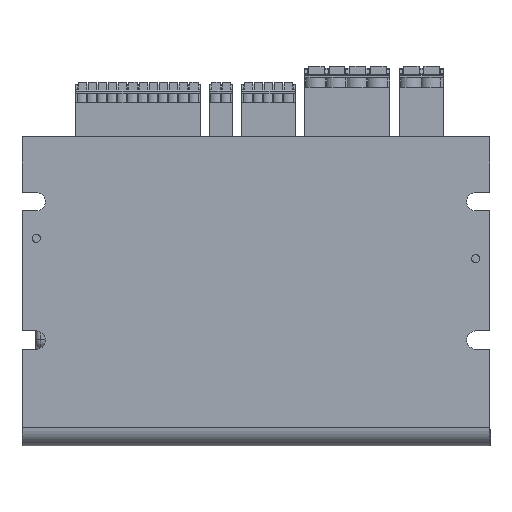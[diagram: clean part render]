
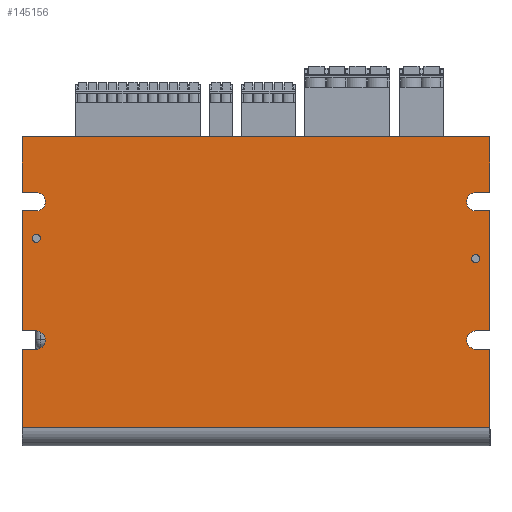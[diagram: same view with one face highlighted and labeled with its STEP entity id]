
A CAD part, front view. The second image highlights one B-rep face of the part: STEP entity #145156.
In plain terms, the highlighted face is planar.
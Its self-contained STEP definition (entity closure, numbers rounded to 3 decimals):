
#142910=CARTESIAN_POINT('',(0.0,-28.25,0.0));
#142911=VERTEX_POINT('',#142910);
#142918=CARTESIAN_POINT('',(0.0,-57.75,0.0));
#142919=VERTEX_POINT('',#142918);
#142920=CARTESIAN_POINT('',(0.0,-57.75,0.0));
#142921=DIRECTION('',(0.0,1.0,0.0));
#142922=VECTOR('',#142921,29.5);
#142923=LINE('',#142920,#142922);
#142924=EDGE_CURVE('',#142919,#142911,#142923,.T.);
#142949=CARTESIAN_POINT('',(3.5,-28.25,0.0));
#142950=VERTEX_POINT('',#142949);
#142957=CARTESIAN_POINT('',(0.0,-28.25,0.0));
#142958=DIRECTION('',(1.0,0.0,0.0));
#142959=VECTOR('',#142958,3.5);
#142960=LINE('',#142957,#142959);
#142961=EDGE_CURVE('',#142911,#142950,#142960,.T.);
#142973=CARTESIAN_POINT('',(3.5,-23.75,0.0));
#142974=VERTEX_POINT('',#142973);
#142981=CARTESIAN_POINT('',(3.5,-26.0,0.0));
#142982=DIRECTION('',(0.0,0.0,1.0));
#142983=DIRECTION('',(0.0,-1.0,0.0));
#142984=AXIS2_PLACEMENT_3D('',#142981,#142982,#142983);
#142985=CIRCLE('',#142984,2.25);
#142986=EDGE_CURVE('',#142950,#142974,#142985,.T.);
#142998=CARTESIAN_POINT('',(0.0,-23.75,0.0));
#142999=VERTEX_POINT('',#142998);
#143006=CARTESIAN_POINT('',(3.5,-23.75,0.0));
#143007=DIRECTION('',(-1.0,0.0,0.0));
#143008=VECTOR('',#143007,3.5);
#143009=LINE('',#143006,#143008);
#143010=EDGE_CURVE('',#142974,#142999,#143009,.T.);
#143785=CARTESIAN_POINT('',(112.507,-46.,0.0));
#143786=VERTEX_POINT('',#143785);
#143787=CARTESIAN_POINT('',(111.5,-46.,0.0));
#143788=DIRECTION('',(0.0,0.0,1.0));
#143789=DIRECTION('',(1.0,0.0,0.0));
#143790=AXIS2_PLACEMENT_3D('',#143787,#143788,#143789);
#143791=CIRCLE('',#143790,1.007);
#143792=EDGE_CURVE('',#143786,#143786,#143791,.T.);
#143834=CARTESIAN_POINT('',(4.506,-51.,0.0));
#143835=VERTEX_POINT('',#143834);
#143836=CARTESIAN_POINT('',(3.5,-51.,0.0));
#143837=DIRECTION('',(0.0,0.0,1.0));
#143838=DIRECTION('',(1.0,0.0,0.0));
#143839=AXIS2_PLACEMENT_3D('',#143836,#143837,#143838);
#143840=CIRCLE('',#143839,1.007);
#143841=EDGE_CURVE('',#143835,#143835,#143840,.T.);
#144472=CARTESIAN_POINT('',(111.5,-28.25,0.0));
#144473=VERTEX_POINT('',#144472);
#144474=CARTESIAN_POINT('',(115.0,-28.25,0.0));
#144475=VERTEX_POINT('',#144474);
#144476=CARTESIAN_POINT('',(111.5,-28.25,0.0));
#144477=DIRECTION('',(1.0,0.0,0.0));
#144478=VECTOR('',#144477,3.5);
#144479=LINE('',#144476,#144478);
#144480=EDGE_CURVE('',#144473,#144475,#144479,.T.);
#144512=CARTESIAN_POINT('',(115.0,-23.75,0.0));
#144513=VERTEX_POINT('',#144512);
#144514=CARTESIAN_POINT('',(111.5,-23.75,0.0));
#144515=VERTEX_POINT('',#144514);
#144516=CARTESIAN_POINT('',(115.0,-23.75,0.0));
#144517=DIRECTION('',(-1.0,0.0,0.0));
#144518=VECTOR('',#144517,3.5);
#144519=LINE('',#144516,#144518);
#144520=EDGE_CURVE('',#144513,#144515,#144519,.T.);
#144552=CARTESIAN_POINT('',(111.5,-26.0,0.0));
#144553=DIRECTION('',(0.0,0.0,1.0));
#144554=DIRECTION('',(0.0,1.0,0.0));
#144555=AXIS2_PLACEMENT_3D('',#144552,#144553,#144554);
#144556=CIRCLE('',#144555,2.25);
#144557=EDGE_CURVE('',#144515,#144473,#144556,.T.);
#144576=CARTESIAN_POINT('',(115.0,-57.75,0.0));
#144577=VERTEX_POINT('',#144576);
#144578=CARTESIAN_POINT('',(111.5,-57.75,0.0));
#144579=VERTEX_POINT('',#144578);
#144580=CARTESIAN_POINT('',(115.0,-57.75,0.0));
#144581=DIRECTION('',(-1.0,0.0,0.0));
#144582=VECTOR('',#144581,3.5);
#144583=LINE('',#144580,#144582);
#144584=EDGE_CURVE('',#144577,#144579,#144583,.T.);
#144616=CARTESIAN_POINT('',(111.5,-62.25,0.0));
#144617=VERTEX_POINT('',#144616);
#144618=CARTESIAN_POINT('',(111.5,-60.0,0.0));
#144619=DIRECTION('',(0.0,0.0,1.0));
#144620=DIRECTION('',(0.0,1.0,0.0));
#144621=AXIS2_PLACEMENT_3D('',#144618,#144619,#144620);
#144622=CIRCLE('',#144621,2.25);
#144623=EDGE_CURVE('',#144579,#144617,#144622,.T.);
#144649=CARTESIAN_POINT('',(115.0,-62.25,0.0));
#144650=VERTEX_POINT('',#144649);
#144651=CARTESIAN_POINT('',(111.5,-62.25,0.0));
#144652=DIRECTION('',(1.0,0.0,0.0));
#144653=VECTOR('',#144652,3.5);
#144654=LINE('',#144651,#144653);
#144655=EDGE_CURVE('',#144617,#144650,#144654,.T.);
#144680=CARTESIAN_POINT('',(3.5,-62.25,0.0));
#144681=VERTEX_POINT('',#144680);
#144682=CARTESIAN_POINT('',(3.5,-57.75,0.0));
#144683=VERTEX_POINT('',#144682);
#144684=CARTESIAN_POINT('',(3.5,-60.0,0.0));
#144685=DIRECTION('',(0.0,0.0,1.0));
#144686=DIRECTION('',(0.0,-1.0,0.0));
#144687=AXIS2_PLACEMENT_3D('',#144684,#144685,#144686);
#144688=CIRCLE('',#144687,2.25);
#144689=EDGE_CURVE('',#144681,#144683,#144688,.T.);
#144722=CARTESIAN_POINT('',(3.5,-57.75,0.0));
#144723=DIRECTION('',(-1.0,0.0,0.0));
#144724=VECTOR('',#144723,3.5);
#144725=LINE('',#144722,#144724);
#144726=EDGE_CURVE('',#144683,#142919,#144725,.T.);
#144744=CARTESIAN_POINT('',(0.0,-62.25,0.0));
#144745=VERTEX_POINT('',#144744);
#144746=CARTESIAN_POINT('',(0.0,-62.25,0.0));
#144747=DIRECTION('',(1.0,0.0,0.0));
#144748=VECTOR('',#144747,3.5);
#144749=LINE('',#144746,#144748);
#144750=EDGE_CURVE('',#144745,#144681,#144749,.T.);
#144784=CARTESIAN_POINT('',(115.0,-76.0,0.0));
#144785=VERTEX_POINT('',#144784);
#144792=CARTESIAN_POINT('',(115.0,-62.25,0.0));
#144793=DIRECTION('',(0.0,-1.0,0.0));
#144794=VECTOR('',#144793,13.75);
#144795=LINE('',#144792,#144794);
#144796=EDGE_CURVE('',#144650,#144785,#144795,.T.);
#144807=CARTESIAN_POINT('',(115.0,-4.5,0.0));
#144808=VERTEX_POINT('',#144807);
#144809=CARTESIAN_POINT('',(115.0,-4.5,0.0));
#144810=DIRECTION('',(0.0,-1.0,0.0));
#144811=VECTOR('',#144810,19.25);
#144812=LINE('',#144809,#144811);
#144813=EDGE_CURVE('',#144808,#144513,#144812,.T.);
#144845=CARTESIAN_POINT('',(115.0,-28.25,0.0));
#144846=DIRECTION('',(0.0,-1.0,0.0));
#144847=VECTOR('',#144846,29.5);
#144848=LINE('',#144845,#144847);
#144849=EDGE_CURVE('',#144475,#144577,#144848,.T.);
#144945=CARTESIAN_POINT('',(0.0,-4.5,0.0));
#144946=VERTEX_POINT('',#144945);
#144953=CARTESIAN_POINT('',(0.0,-23.75,0.0));
#144954=DIRECTION('',(0.0,1.0,0.0));
#144955=VECTOR('',#144954,19.25);
#144956=LINE('',#144953,#144955);
#144957=EDGE_CURVE('',#142999,#144946,#144956,.T.);
#144977=CARTESIAN_POINT('',(0.0,-4.5,0.0));
#144978=DIRECTION('',(1.0,0.0,0.0));
#144979=VECTOR('',#144978,115.0);
#144980=LINE('',#144977,#144979);
#144981=EDGE_CURVE('',#144946,#144808,#144980,.T.);
#145100=CARTESIAN_POINT('',(0.0,-76.0,0.0));
#145101=VERTEX_POINT('',#145100);
#145102=CARTESIAN_POINT('',(0.0,-76.0,0.0));
#145103=DIRECTION('',(0.0,1.0,0.0));
#145104=VECTOR('',#145103,13.75);
#145105=LINE('',#145102,#145104);
#145106=EDGE_CURVE('',#145101,#144745,#145105,.T.);
#145118=CARTESIAN_POINT('',(57.5,-38.0,0.0));
#145119=DIRECTION('',(0.0,0.0,1.0));
#145120=DIRECTION('',(1.0,0.0,0.0));
#145121=AXIS2_PLACEMENT_3D('',#145118,#145119,#145120);
#145122=PLANE('',#145121);
#145123=ORIENTED_EDGE('',*,*,#144480,.T.);
#145124=ORIENTED_EDGE('',*,*,#144849,.T.);
#145125=ORIENTED_EDGE('',*,*,#144584,.T.);
#145126=ORIENTED_EDGE('',*,*,#144623,.T.);
#145127=ORIENTED_EDGE('',*,*,#144655,.T.);
#145128=ORIENTED_EDGE('',*,*,#144796,.T.);
#145129=CARTESIAN_POINT('',(115.0,-76.0,0.0));
#145130=DIRECTION('',(-1.0,0.0,0.0));
#145131=VECTOR('',#145130,115.0);
#145132=LINE('',#145129,#145131);
#145133=EDGE_CURVE('',#144785,#145101,#145132,.T.);
#145134=ORIENTED_EDGE('',*,*,#145133,.T.);
#145135=ORIENTED_EDGE('',*,*,#145106,.T.);
#145136=ORIENTED_EDGE('',*,*,#144750,.T.);
#145137=ORIENTED_EDGE('',*,*,#144689,.T.);
#145138=ORIENTED_EDGE('',*,*,#144726,.T.);
#145139=ORIENTED_EDGE('',*,*,#142924,.T.);
#145140=ORIENTED_EDGE('',*,*,#142961,.T.);
#145141=ORIENTED_EDGE('',*,*,#142986,.T.);
#145142=ORIENTED_EDGE('',*,*,#143010,.T.);
#145143=ORIENTED_EDGE('',*,*,#144957,.T.);
#145144=ORIENTED_EDGE('',*,*,#144981,.T.);
#145145=ORIENTED_EDGE('',*,*,#144813,.T.);
#145146=ORIENTED_EDGE('',*,*,#144520,.T.);
#145147=ORIENTED_EDGE('',*,*,#144557,.T.);
#145148=EDGE_LOOP('',(#145123,#145124,#145125,#145126,#145127,#145128,#145134,#145135,#145136,#145137,#145138,#145139,#145140,#145141,#145142,#145143,#145144,#145145,#145146,#145147));
#145149=FACE_OUTER_BOUND('',#145148,.T.);
#145150=ORIENTED_EDGE('',*,*,#143792,.T.);
#145151=EDGE_LOOP('',(#145150));
#145152=FACE_BOUND('',#145151,.T.);
#145153=ORIENTED_EDGE('',*,*,#143841,.T.);
#145154=EDGE_LOOP('',(#145153));
#145155=FACE_BOUND('',#145154,.T.);
#145156=ADVANCED_FACE('',(#145149,#145152,#145155),#145122,.F.);
